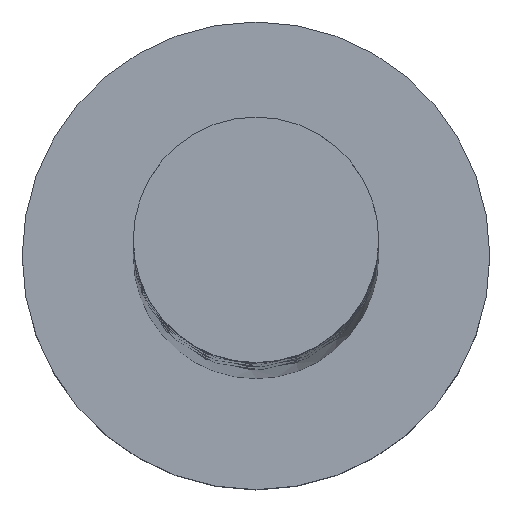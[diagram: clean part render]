
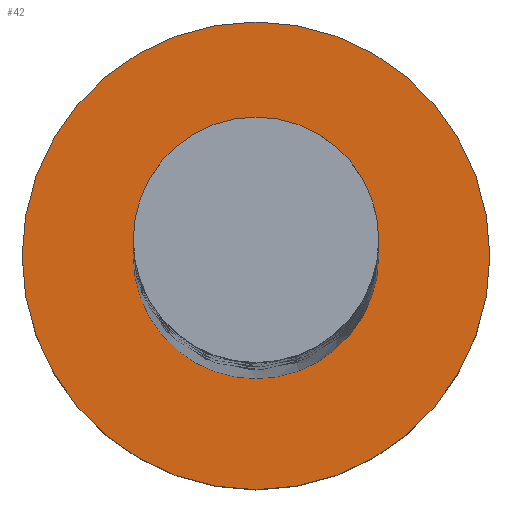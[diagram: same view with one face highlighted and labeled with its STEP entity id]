
A CAD part, top view. The second image highlights one B-rep face of the part: STEP entity #42.
In plain terms, the highlighted planar face has unit normal (0, 0, 1).
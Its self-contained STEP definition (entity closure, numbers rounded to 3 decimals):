
#2 = FACE_OUTER_BOUND ( 'NONE', #1240, .T. ) ;
#6 = AXIS2_PLACEMENT_3D ( 'NONE', #1498, #866, #1001 ) ;
#14 = CARTESIAN_POINT ( 'NONE',  ( 0., 0., 3. ) ) ;
#22 = DIRECTION ( 'NONE',  ( 1., 0., 0. ) ) ;
#42 = ADVANCED_FACE ( 'NONE', ( #1411, #2 ), #516, .T. ) ;
#157 = DIRECTION ( 'NONE',  ( 0., 0., 1. ) ) ;
#225 = CIRCLE ( 'NONE', #676, 4. ) ;
#245 = VERTEX_POINT ( 'NONE', #1167 ) ;
#475 = VERTEX_POINT ( 'NONE', #914 ) ;
#516 = PLANE ( 'NONE',  #6 ) ;
#524 = EDGE_CURVE ( 'NONE', #1019, #475, #601, .T. ) ;
#559 = DIRECTION ( 'NONE',  ( 0., 0., 1. ) ) ;
#588 = CARTESIAN_POINT ( 'NONE',  ( 0., 0., 3. ) ) ;
#601 = CIRCLE ( 'NONE', #1086, 4. ) ;
#676 = AXIS2_PLACEMENT_3D ( 'NONE', #708, #559, #978 ) ;
#708 = CARTESIAN_POINT ( 'NONE',  ( 0., 0., 3. ) ) ;
#751 = ORIENTED_EDGE ( 'NONE', *, *, #1041, .T. ) ;
#759 = EDGE_CURVE ( 'NONE', #1123, #245, #1200, .T. ) ;
#761 = AXIS2_PLACEMENT_3D ( 'NONE', #588, #1229, #1379 ) ;
#793 = DIRECTION ( 'NONE',  ( 1., 0., 0. ) ) ;
#809 = CARTESIAN_POINT ( 'NONE',  ( 0., 0., 3. ) ) ;
#813 = AXIS2_PLACEMENT_3D ( 'NONE', #809, #1183, #793 ) ;
#822 = ORIENTED_EDGE ( 'NONE', *, *, #524, .T. ) ;
#866 = DIRECTION ( 'NONE',  ( 0., 0., 1. ) ) ;
#908 = EDGE_LOOP ( 'NONE', ( #1406, #1523 ) ) ;
#914 = CARTESIAN_POINT ( 'NONE',  ( -4., 0., 3. ) ) ;
#978 = DIRECTION ( 'NONE',  ( 1., 0., 0. ) ) ;
#1001 = DIRECTION ( 'NONE',  ( 1., 0., 0. ) ) ;
#1019 = VERTEX_POINT ( 'NONE', #1471 ) ;
#1041 = EDGE_CURVE ( 'NONE', #475, #1019, #225, .T. ) ;
#1080 = CARTESIAN_POINT ( 'NONE',  ( 2.1, 0., 3. ) ) ;
#1086 = AXIS2_PLACEMENT_3D ( 'NONE', #14, #157, #22 ) ;
#1123 = VERTEX_POINT ( 'NONE', #1080 ) ;
#1148 = CIRCLE ( 'NONE', #761, 2.1 ) ;
#1167 = CARTESIAN_POINT ( 'NONE',  ( -2.1, 0., 3. ) ) ;
#1183 = DIRECTION ( 'NONE',  ( 0., 0., 1. ) ) ;
#1200 = CIRCLE ( 'NONE', #813, 2.1 ) ;
#1229 = DIRECTION ( 'NONE',  ( 0., 0., 1. ) ) ;
#1240 = EDGE_LOOP ( 'NONE', ( #751, #822 ) ) ;
#1379 = DIRECTION ( 'NONE',  ( 1., 0., 0. ) ) ;
#1406 = ORIENTED_EDGE ( 'NONE', *, *, #1512, .F. ) ;
#1411 = FACE_BOUND ( 'NONE', #908, .T. ) ;
#1471 = CARTESIAN_POINT ( 'NONE',  ( 4., 0., 3. ) ) ;
#1498 = CARTESIAN_POINT ( 'NONE',  ( 0., 0., 3. ) ) ;
#1512 = EDGE_CURVE ( 'NONE', #245, #1123, #1148, .T. ) ;
#1523 = ORIENTED_EDGE ( 'NONE', *, *, #759, .F. ) ;
